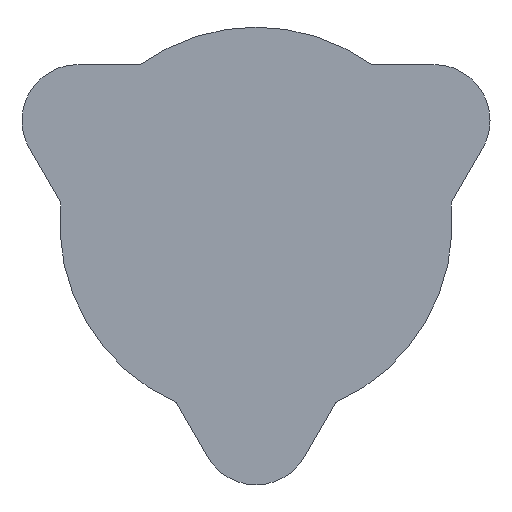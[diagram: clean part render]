
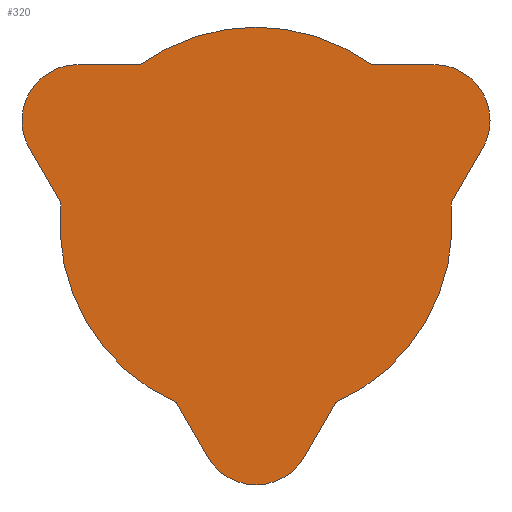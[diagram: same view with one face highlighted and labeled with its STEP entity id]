
A CAD part, front view. The second image highlights one B-rep face of the part: STEP entity #320.
In plain terms, the highlighted planar face has unit normal (0, -1, 0).
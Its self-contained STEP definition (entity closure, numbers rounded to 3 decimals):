
#4 = CARTESIAN_POINT ( 'NONE',  ( -102.62, 0., 33.847 ) ) ;
#7 = ORIENTED_EDGE ( 'NONE', *, *, #565, .T. ) ;
#20 = CARTESIAN_POINT ( 'NONE',  ( 0., 0., 0. ) ) ;
#22 = CARTESIAN_POINT ( 'NONE',  ( -52.219, 0., 71.947 ) ) ;
#24 = AXIS2_PLACEMENT_3D ( 'NONE', #604, #749, #261 ) ;
#51 = DIRECTION ( 'NONE',  ( 0., 1., 0. ) ) ;
#71 = CARTESIAN_POINT ( 'NONE',  ( 52.219, 0., 71.947 ) ) ;
#82 = DIRECTION ( 'NONE',  ( 0., 0., 1. ) ) ;
#84 = DIRECTION ( 'NONE',  ( 0., 1., 0. ) ) ;
#89 = DIRECTION ( 'NONE',  ( 0., -1., 0. ) ) ;
#91 = DIRECTION ( 'NONE',  ( -0.5, 0., 0.866 ) ) ;
#92 = CARTESIAN_POINT ( 'NONE',  ( -88.418, 0., 9.249 ) ) ;
#96 = CIRCLE ( 'NONE', #476, 25.4 ) ;
#97 = EDGE_CURVE ( 'NONE', #586, #286, #905, .T. ) ;
#99 = DIRECTION ( 'NONE',  ( -0.5, 0., -0.866 ) ) ;
#101 = DIRECTION ( 'NONE',  ( 0., 0., 1. ) ) ;
#105 = AXIS2_PLACEMENT_3D ( 'NONE', #589, #723, #82 ) ;
#111 = LINE ( 'NONE', #748, #177 ) ;
#122 = CIRCLE ( 'NONE', #544, 25.4 ) ;
#137 = CARTESIAN_POINT ( 'NONE',  ( 0., 0., 0. ) ) ;
#152 = ORIENTED_EDGE ( 'NONE', *, *, #668, .F. ) ;
#153 = CIRCLE ( 'NONE', #266, 88.9 ) ;
#156 = CARTESIAN_POINT ( 'NONE',  ( 0., 0., -118.495 ) ) ;
#158 = EDGE_CURVE ( 'NONE', #784, #302, #201, .T. ) ;
#159 = PLANE ( 'NONE',  #851 ) ;
#165 = CIRCLE ( 'NONE', #105, 88.9 ) ;
#177 = VECTOR ( 'NONE', #99, 1000. ) ;
#197 = VERTEX_POINT ( 'NONE', #71 ) ;
#201 = CIRCLE ( 'NONE', #768, 25.4 ) ;
#212 = DIRECTION ( 'NONE',  ( 0., -1., 0. ) ) ;
#219 = VERTEX_POINT ( 'NONE', #4 ) ;
#220 = CARTESIAN_POINT ( 'NONE',  ( 0., 0., -93.095 ) ) ;
#229 = ORIENTED_EDGE ( 'NONE', *, *, #598, .F. ) ;
#232 = FACE_OUTER_BOUND ( 'NONE', #249, .T. ) ;
#233 = CARTESIAN_POINT ( 'NONE',  ( 0., 0., 71.947 ) ) ;
#249 = EDGE_LOOP ( 'NONE', ( #7, #401, #292, #551, #579, #901, #283, #410, #229, #152, #478, #743, #847 ) ) ;
#250 = EDGE_CURVE ( 'NONE', #907, #219, #279, .T. ) ;
#261 = DIRECTION ( 'NONE',  ( 0., 0., 1. ) ) ;
#266 = AXIS2_PLACEMENT_3D ( 'NONE', #137, #84, #446 ) ;
#279 = LINE ( 'NONE', #296, #437 ) ;
#283 = ORIENTED_EDGE ( 'NONE', *, *, #758, .F. ) ;
#286 = VERTEX_POINT ( 'NONE', #659 ) ;
#290 = DIRECTION ( 'NONE',  ( 0., 0., 1. ) ) ;
#292 = ORIENTED_EDGE ( 'NONE', *, *, #856, .F. ) ;
#293 = EDGE_CURVE ( 'NONE', #580, #197, #165, .T. ) ;
#296 = CARTESIAN_POINT ( 'NONE',  ( -62.308, 0., -35.974 ) ) ;
#297 = VECTOR ( 'NONE', #789, 1000. ) ;
#301 = CARTESIAN_POINT ( 'NONE',  ( 21.997, 0., -105.795 ) ) ;
#302 = VERTEX_POINT ( 'NONE', #301 ) ;
#320 = ADVANCED_FACE ( 'NONE', ( #232 ), #159, .F. ) ;
#368 = DIRECTION ( 'NONE',  ( 1., 0., 0. ) ) ;
#401 = ORIENTED_EDGE ( 'NONE', *, *, #158, .T. ) ;
#410 = ORIENTED_EDGE ( 'NONE', *, *, #293, .F. ) ;
#422 = CARTESIAN_POINT ( 'NONE',  ( 62.308, 0., -35.974 ) ) ;
#437 = VECTOR ( 'NONE', #91, 1000. ) ;
#446 = DIRECTION ( 'NONE',  ( 0., 0., 1. ) ) ;
#456 = DIRECTION ( 'NONE',  ( 0., 0., 1. ) ) ;
#459 = CARTESIAN_POINT ( 'NONE',  ( -21.997, 0., -105.795 ) ) ;
#476 = AXIS2_PLACEMENT_3D ( 'NONE', #531, #89, #101 ) ;
#477 = CARTESIAN_POINT ( 'NONE',  ( -80.622, 0., 46.547 ) ) ;
#478 = ORIENTED_EDGE ( 'NONE', *, *, #250, .F. ) ;
#507 = CARTESIAN_POINT ( 'NONE',  ( -62.308, 0., -35.974 ) ) ;
#519 = CARTESIAN_POINT ( 'NONE',  ( 102.62, 0., 33.847 ) ) ;
#531 = CARTESIAN_POINT ( 'NONE',  ( 0., 0., -93.095 ) ) ;
#535 = VERTEX_POINT ( 'NONE', #879 ) ;
#544 = AXIS2_PLACEMENT_3D ( 'NONE', #477, #51, #886 ) ;
#551 = ORIENTED_EDGE ( 'NONE', *, *, #721, .F. ) ;
#552 = LINE ( 'NONE', #733, #756 ) ;
#565 = EDGE_CURVE ( 'NONE', #613, #784, #96, .T. ) ;
#570 = CIRCLE ( 'NONE', #24, 88.9 ) ;
#579 = ORIENTED_EDGE ( 'NONE', *, *, #97, .F. ) ;
#580 = VERTEX_POINT ( 'NONE', #22 ) ;
#586 = VERTEX_POINT ( 'NONE', #519 ) ;
#589 = CARTESIAN_POINT ( 'NONE',  ( 0., 0., 0. ) ) ;
#594 = DIRECTION ( 'NONE',  ( 0., 1., 0. ) ) ;
#598 = EDGE_CURVE ( 'NONE', #741, #580, #552, .T. ) ;
#600 = DIRECTION ( 'NONE',  ( 0., 1., 0. ) ) ;
#601 = EDGE_CURVE ( 'NONE', #647, #907, #570, .T. ) ;
#604 = CARTESIAN_POINT ( 'NONE',  ( 0., 0., 0. ) ) ;
#613 = VERTEX_POINT ( 'NONE', #459 ) ;
#647 = VERTEX_POINT ( 'NONE', #829 ) ;
#659 = CARTESIAN_POINT ( 'NONE',  ( 88.418, 0., 9.249 ) ) ;
#662 = CARTESIAN_POINT ( 'NONE',  ( -80.622, 0., 71.947 ) ) ;
#668 = EDGE_CURVE ( 'NONE', #219, #741, #122, .T. ) ;
#684 = VECTOR ( 'NONE', #368, 1000. ) ;
#703 = LINE ( 'NONE', #233, #684 ) ;
#721 = EDGE_CURVE ( 'NONE', #286, #535, #153, .T. ) ;
#723 = DIRECTION ( 'NONE',  ( 0., 1., 0. ) ) ;
#732 = VECTOR ( 'NONE', #777, 1000. ) ;
#733 = CARTESIAN_POINT ( 'NONE',  ( 0., 0., 71.947 ) ) ;
#737 = EDGE_CURVE ( 'NONE', #613, #647, #888, .T. ) ;
#741 = VERTEX_POINT ( 'NONE', #662 ) ;
#743 = ORIENTED_EDGE ( 'NONE', *, *, #601, .F. ) ;
#748 = CARTESIAN_POINT ( 'NONE',  ( 62.308, 0., -35.974 ) ) ;
#749 = DIRECTION ( 'NONE',  ( 0., 1., 0. ) ) ;
#756 = VECTOR ( 'NONE', #875, 1000. ) ;
#758 = EDGE_CURVE ( 'NONE', #197, #828, #703, .T. ) ;
#768 = AXIS2_PLACEMENT_3D ( 'NONE', #220, #212, #290 ) ;
#777 = DIRECTION ( 'NONE',  ( -0.5, 0., -0.866 ) ) ;
#784 = VERTEX_POINT ( 'NONE', #156 ) ;
#789 = DIRECTION ( 'NONE',  ( -0.5, 0., 0.866 ) ) ;
#805 = DIRECTION ( 'NONE',  ( 0., 0., 1. ) ) ;
#806 = CARTESIAN_POINT ( 'NONE',  ( 80.622, 0., 71.947 ) ) ;
#818 = EDGE_CURVE ( 'NONE', #828, #586, #913, .T. ) ;
#828 = VERTEX_POINT ( 'NONE', #806 ) ;
#829 = CARTESIAN_POINT ( 'NONE',  ( -36.199, 0., -81.196 ) ) ;
#847 = ORIENTED_EDGE ( 'NONE', *, *, #737, .F. ) ;
#851 = AXIS2_PLACEMENT_3D ( 'NONE', #20, #594, #805 ) ;
#856 = EDGE_CURVE ( 'NONE', #535, #302, #111, .T. ) ;
#875 = DIRECTION ( 'NONE',  ( 1., 0., 0. ) ) ;
#879 = CARTESIAN_POINT ( 'NONE',  ( 36.199, 0., -81.196 ) ) ;
#885 = AXIS2_PLACEMENT_3D ( 'NONE', #889, #600, #456 ) ;
#886 = DIRECTION ( 'NONE',  ( 0., 0., 1. ) ) ;
#888 = LINE ( 'NONE', #507, #297 ) ;
#889 = CARTESIAN_POINT ( 'NONE',  ( 80.622, 0., 46.547 ) ) ;
#901 = ORIENTED_EDGE ( 'NONE', *, *, #818, .F. ) ;
#905 = LINE ( 'NONE', #422, #732 ) ;
#907 = VERTEX_POINT ( 'NONE', #92 ) ;
#913 = CIRCLE ( 'NONE', #885, 25.4 ) ;
